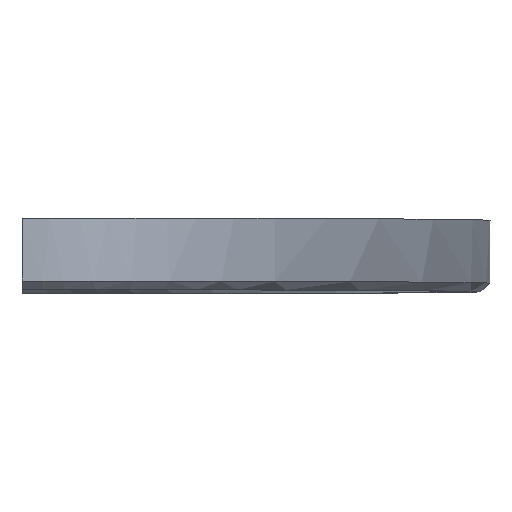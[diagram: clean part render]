
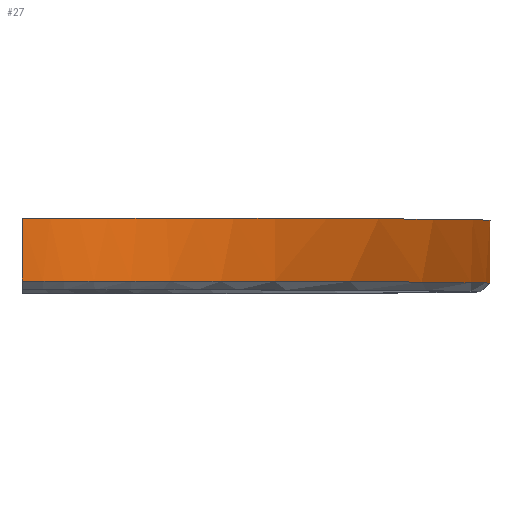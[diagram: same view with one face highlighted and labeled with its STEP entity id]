
A CAD part, top view. The second image highlights one B-rep face of the part: STEP entity #27.
In plain terms, the highlighted free-form (B-spline) face has degree [1, 3] with [2, 11] control points.
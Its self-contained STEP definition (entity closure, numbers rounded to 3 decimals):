
#27=ADVANCED_FACE('',(#35),#133,.T.);
#35=FACE_OUTER_BOUND('',#43,.T.);
#43=EDGE_LOOP('',(#64,#65,#66,#67));
#64=ORIENTED_EDGE('',*,*,#100,.F.);
#65=ORIENTED_EDGE('',*,*,#86,.F.);
#66=ORIENTED_EDGE('',*,*,#97,.F.);
#67=ORIENTED_EDGE('',*,*,#93,.F.);
#86=EDGE_CURVE('',#122,#123,#106,.T.);
#93=EDGE_CURVE('',#128,#129,#113,.T.);
#97=EDGE_CURVE('',#129,#122,#117,.T.);
#100=EDGE_CURVE('',#123,#128,#102,.T.);
#102=(
BOUNDED_CURVE()
B_SPLINE_CURVE(2,(#589,#590,#591,#592,#593),.UNSPECIFIED.,.F.,.F.)
B_SPLINE_CURVE_WITH_KNOTS((3,2,3),(0.,59.7,119.401),
 .UNSPECIFIED.)
CURVE()
GEOMETRIC_REPRESENTATION_ITEM()
RATIONAL_B_SPLINE_CURVE((1.,0.707,1.,0.707,1.))
REPRESENTATION_ITEM('')
);
#106=B_SPLINE_CURVE_WITH_KNOTS('',1,(#360,#361),.UNSPECIFIED.,.F.,.F.,(2,
2),(0.,2.2),.UNSPECIFIED.);
#113=B_SPLINE_CURVE_WITH_KNOTS('',1,(#385,#386),.UNSPECIFIED.,.F.,.F.,(2,
2),(0.,2.2),.UNSPECIFIED.);
#117=B_SPLINE_CURVE_WITH_KNOTS('',3,(#397,#398,#399,#400,#401,#402,#403,
#404,#405,#406,#407),.UNSPECIFIED.,.F.,.F.,(4,1,1,1,1,1,1,1,4),(-100.001,
-87.501,-75.001,-62.501,-50.,
-37.5,-25.,-12.5,0.),.UNSPECIFIED.);
#122=VERTEX_POINT('',#344);
#123=VERTEX_POINT('',#345);
#128=VERTEX_POINT('',#350);
#129=VERTEX_POINT('',#351);
#133=B_SPLINE_SURFACE_WITH_KNOTS('',1,3,((#198,#199,#200,#201,#202,#203,
#204,#205,#206,#207,#208),(#209,#210,#211,#212,#213,#214,#215,#216,#217,
#218,#219)),.UNSPECIFIED.,.F.,.F.,.F.,(2,2),(4,1,1,1,1,1,1,1,4),(0.,2.2),
(0.,12.545,25.09,37.635,
50.179,62.724,75.269,87.814,100.359),
 .UNSPECIFIED.);
#198=CARTESIAN_POINT('',(0.,-18.2,-43.344));
#199=CARTESIAN_POINT('',(2.153,-18.2,-43.344));
#200=CARTESIAN_POINT('',(6.458,-18.2,-41.059));
#201=CARTESIAN_POINT('',(11.922,-18.2,-31.306));
#202=CARTESIAN_POINT('',(15.549,-18.2,-16.729));
#203=CARTESIAN_POINT('',(16.78,-18.2,0.425));
#204=CARTESIAN_POINT('',(15.427,-18.2,17.516));
#205=CARTESIAN_POINT('',(11.697,-18.2,31.908));
#206=CARTESIAN_POINT('',(6.165,-18.2,41.387));
#207=CARTESIAN_POINT('',(1.845,-18.2,43.456));
#208=CARTESIAN_POINT('',(-0.308,-18.2,43.348));
#209=CARTESIAN_POINT('',(0.,-16.,-43.344));
#210=CARTESIAN_POINT('',(2.153,-16.,-43.344));
#211=CARTESIAN_POINT('',(6.458,-16.,-41.059));
#212=CARTESIAN_POINT('',(11.922,-16.,-31.306));
#213=CARTESIAN_POINT('',(15.549,-16.,-16.729));
#214=CARTESIAN_POINT('',(16.78,-16.,0.425));
#215=CARTESIAN_POINT('',(15.427,-16.,17.516));
#216=CARTESIAN_POINT('',(11.697,-16.,31.908));
#217=CARTESIAN_POINT('',(6.165,-16.,41.387));
#218=CARTESIAN_POINT('',(1.845,-16.,43.456));
#219=CARTESIAN_POINT('',(-0.308,-16.,43.348));
#344=CARTESIAN_POINT('',(0.,-18.2,43.356));
#345=CARTESIAN_POINT('',(0.,-16.,43.356));
#350=CARTESIAN_POINT('',(0.,-16.,-43.344));
#351=CARTESIAN_POINT('',(0.,-18.2,-43.344));
#360=CARTESIAN_POINT('',(0.,-18.2,43.356));
#361=CARTESIAN_POINT('',(0.,-16.,43.356));
#385=CARTESIAN_POINT('',(0.,-16.,-43.344));
#386=CARTESIAN_POINT('',(0.,-18.2,-43.344));
#397=CARTESIAN_POINT('',(0.,-18.2,-43.344));
#398=CARTESIAN_POINT('',(2.14,-18.2,-43.344));
#399=CARTESIAN_POINT('',(6.42,-18.2,-41.087));
#400=CARTESIAN_POINT('',(11.862,-18.2,-31.445));
#401=CARTESIAN_POINT('',(15.499,-18.2,-17.015));
#402=CARTESIAN_POINT('',(16.776,-18.2,0.006));
#403=CARTESIAN_POINT('',(15.499,-18.2,17.027));
#404=CARTESIAN_POINT('',(11.862,-18.2,31.457));
#405=CARTESIAN_POINT('',(6.42,-18.2,41.099));
#406=CARTESIAN_POINT('',(2.14,-18.2,43.356));
#407=CARTESIAN_POINT('',(0.,-18.2,43.356));
#589=CARTESIAN_POINT('',(0.,-16.,43.356));
#590=CARTESIAN_POINT('',(16.35,-16.,43.356));
#591=CARTESIAN_POINT('',(16.35,-16.,0.006));
#592=CARTESIAN_POINT('',(16.35,-16.,-43.344));
#593=CARTESIAN_POINT('',(0.,-16.,-43.344));
